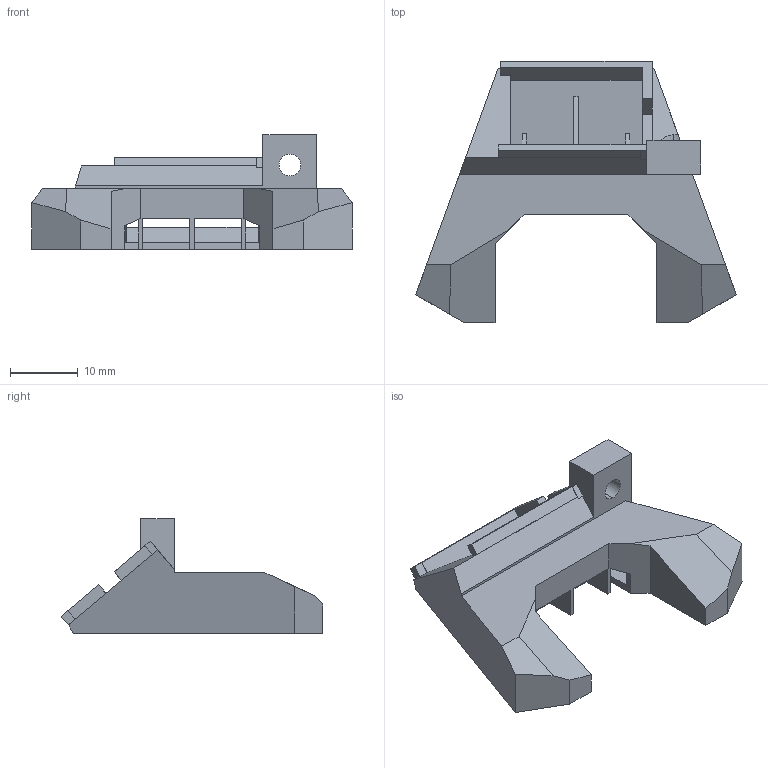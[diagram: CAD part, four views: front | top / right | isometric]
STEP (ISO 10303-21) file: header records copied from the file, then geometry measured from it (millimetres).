
FILE_DESCRIPTION (( 'STEP AP214' ), '1' );
FILE_NAME ('nozzle-fan(R3).STEP', '2018-08-02T15:37:43', ( '' ), ( '' ), 'SwSTEP 2.0', 'SolidWorks 2017', '' );
FILE_SCHEMA (( 'AUTOMOTIVE_DESIGN' ));
Length unit declared in the file: inch
Products named in the file (1): nozzle-fan(R3)
Bounding box: 47.5 x 38.79 x 17 mm (x, y, z)
Volume: 3902.5 mm3; surface area: 5416.4 mm2
Topology: 1 solids, 1 shells, 115 faces, 367 edges, 244 vertices
Faces by surface type: plane 108, cylinder 7
Entity records: 4044 total; most frequent: CARTESIAN_POINT 751, ORIENTED_EDGE 734, DIRECTION 602, EDGE_CURVE 367, LINE 348, VECTOR 348, VERTEX_POINT 244, AXIS2_PLACEMENT_3D 127
